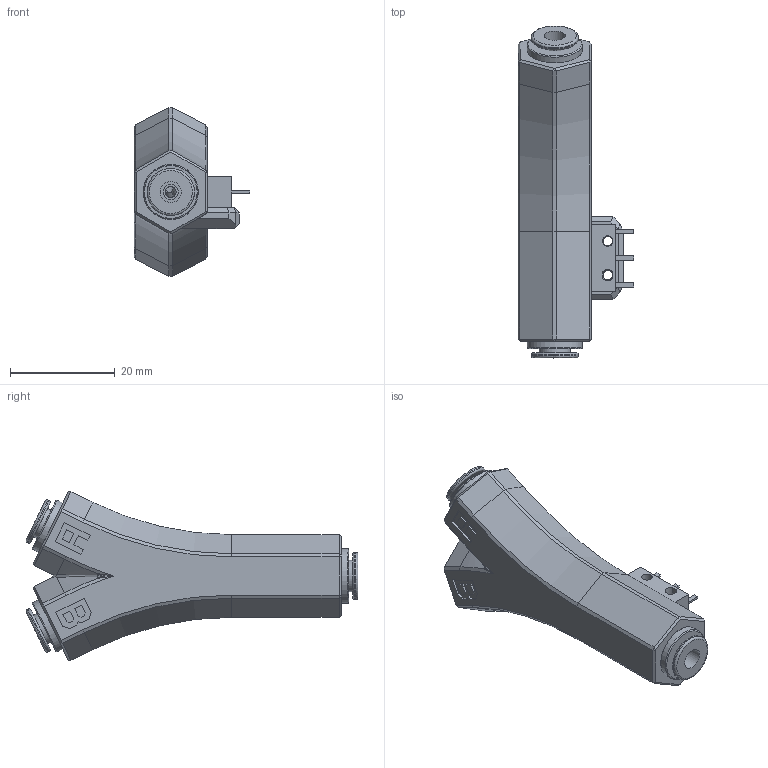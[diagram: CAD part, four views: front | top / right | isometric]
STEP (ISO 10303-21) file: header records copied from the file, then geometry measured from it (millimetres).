
FILE_DESCRIPTION(/* description */ (''),/* implementation_level */ '2;1');
FILE_NAME(/* name */ 'Omron_Y_Splitter_M10_and_ECAS.step',/* time_stamp */ '2024-04-11T08:18:58+02:00',/* author */ (''),/* organization */ (''),/* preprocessor_version */ 'ST-DEVELOPER v20',/* originating_system */ 'Autodesk Translation Framework v12.20.1.177',/* authorisation */ '');
FILE_SCHEMA (('AUTOMOTIVE_DESIGN { 1 0 10303 214 3 1 1 }'));
Length unit declared in the file: millimetre
Products named in the file (5): Omron_Y_Splitter_ECAS; SmartYSplitter; Omron_D2F_F v1; SmartYSplitter_ECAS; ECAS04 Bowden Collet v2
Assembly tree (6 placements, depth 3):
  Omron_Y_Splitter_ECAS
    SmartYSplitter
    Omron_D2F_F v1
    SmartYSplitter_ECAS
      ECAS04 Bowden Collet v2  x3
Bounding box: 22.1 x 63.31 x 32.21 mm (x, y, z)
Volume: 23413.9 mm3; surface area: 13006.8 mm2
Topology: 11 solids, 11 shells, 617 faces, 1449 edges, 901 vertices
Faces by surface type: plane 436, cylinder 80, cone 41, bspline 40, torus 15, sphere 5
Full cylindrical faces by diameter (mm): 1.8 x4, 2 x1, 2.1 x2, 4 x6, 4.2 x2, 4.3 x4, 5.6 x3, 6 x3, 8 x6, 8.47 x3, 9 x3, 9.5 x9, 10.198 x6, 10.45 x3, 10.5 x3
Entity records: 22956 total; most frequent: CARTESIAN_POINT 9821, ORIENTED_EDGE 2738, DIRECTION 2439, EDGE_CURVE 1369, LINE 1037, VECTOR 1037, VERTEX_POINT 853, AXIS2_PLACEMENT_3D 701
